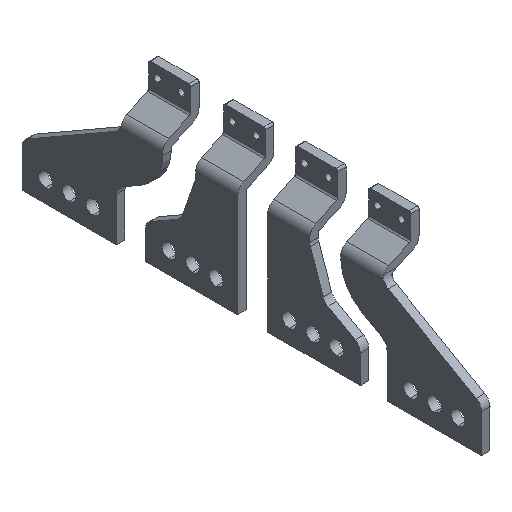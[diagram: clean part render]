
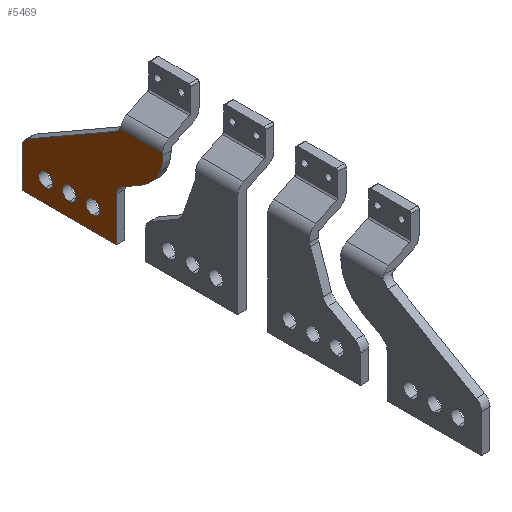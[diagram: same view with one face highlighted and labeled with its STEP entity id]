
A CAD part, isometric view. The second image highlights one B-rep face of the part: STEP entity #5469.
In plain terms, the highlighted planar face has unit normal (-1, 0, 0).
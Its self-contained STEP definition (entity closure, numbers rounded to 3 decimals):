
#4706=CARTESIAN_POINT('',(-8.043,170.,
-127.912));
#4707=DIRECTION('',(-1.,0.,0.));
#4708=DIRECTION('',(0.,-0.498,-0.867));
#4709=AXIS2_PLACEMENT_3D('',#4706,#4707,#4708);
#4711=DIRECTION('',(0.,-1.,0.));
#4712=VECTOR('',#4711,40.851);
#4713=CARTESIAN_POINT('',(-8.043,160.85,
-131.948));
#4714=LINE('',#4713,#4712);
#4715=DIRECTION('',(0.,0.,-1.));
#4716=VECTOR('',#4715,1.858);
#4717=CARTESIAN_POINT('',(-8.043,120.,
-131.948));
#4718=LINE('',#4717,#4716);
#4719=CARTESIAN_POINT('',(-8.043,160.,
-133.7));
#4720=DIRECTION('',(1.,0.,0.));
#4721=DIRECTION('',(0.,-1.,-0.003));
#4722=AXIS2_PLACEMENT_3D('',#4719,#4720,#4721);
#4724=DIRECTION('',(0.,0.866,-0.5));
#4725=VECTOR('',#4724,21.939);
#4726=CARTESIAN_POINT('',(-8.043,140.,
-168.341));
#4727=LINE('',#4726,#4725);
#4728=CARTESIAN_POINT('',(-8.043,154.,
-187.971));
#4729=DIRECTION('',(-1.,0.,0.));
#4730=DIRECTION('',(0.,0.5,0.866));
#4731=AXIS2_PLACEMENT_3D('',#4728,#4729,#4730);
#4733=CARTESIAN_POINT('',(-8.043,244.,
-193.488));
#4734=DIRECTION('',(1.,0.,0.));
#4735=DIRECTION('',(0.,1.,0.));
#4736=AXIS2_PLACEMENT_3D('',#4733,#4734,#4735);
#4738=DIRECTION('',(0.,-0.867,0.498));
#4739=VECTOR('',#4738,96.831);
#4740=CARTESIAN_POINT('',(-8.043,248.981,
-184.817));
#4741=LINE('',#4740,#4739);
#4742=CARTESIAN_POINT('',(-8.043,186.5,
-209.7));
#4743=DIRECTION('',(-1.,0.,0.));
#4744=DIRECTION('',(0.,0.,-1.));
#4745=AXIS2_PLACEMENT_3D('',#4742,#4743,#4744);
#4747=CARTESIAN_POINT('',(-8.043,186.5,
-209.7));
#4748=DIRECTION('',(-1.,0.,0.));
#4749=DIRECTION('',(0.,0.,1.));
#4750=AXIS2_PLACEMENT_3D('',#4747,#4748,#4749);
#4752=CARTESIAN_POINT('',(-8.043,209.,
-209.7));
#4753=DIRECTION('',(-1.,0.,0.));
#4754=DIRECTION('',(0.,0.,-1.));
#4755=AXIS2_PLACEMENT_3D('',#4752,#4753,#4754);
#4757=CARTESIAN_POINT('',(-8.043,209.,
-209.7));
#4758=DIRECTION('',(-1.,0.,0.));
#4759=DIRECTION('',(0.,0.,1.));
#4760=AXIS2_PLACEMENT_3D('',#4757,#4758,#4759);
#4762=CARTESIAN_POINT('',(-8.043,231.5,
-209.7));
#4763=DIRECTION('',(-1.,0.,0.));
#4764=DIRECTION('',(0.,0.,-1.));
#4765=AXIS2_PLACEMENT_3D('',#4762,#4763,#4764);
#4767=CARTESIAN_POINT('',(-8.043,231.5,
-209.7));
#4768=DIRECTION('',(-1.,0.,0.));
#4769=DIRECTION('',(0.,0.,1.));
#4770=AXIS2_PLACEMENT_3D('',#4767,#4768,#4769);
#4872=DIRECTION('',(0.,0.,-1.));
#4873=VECTOR('',#4872,36.212);
#4874=CARTESIAN_POINT('',(-8.043,254.,
-193.488));
#4875=LINE('',#4874,#4873);
#4888=DIRECTION('',(0.,-1.,0.));
#4889=VECTOR('',#4888,90.);
#4890=CARTESIAN_POINT('',(-8.043,254.,
-229.7));
#4891=LINE('',#4890,#4889);
#4900=DIRECTION('',(0.,0.,1.));
#4901=VECTOR('',#4900,41.729);
#4902=CARTESIAN_POINT('',(-8.043,164.,
-229.7));
#4903=LINE('',#4902,#4901);
#5047=CARTESIAN_POINT('',(-8.043,120.,
-133.807));
#5049=VERTEX_POINT('',#5047);
#5050=CARTESIAN_POINT('',(-8.043,140.,
-168.341));
#5052=VERTEX_POINT('',#5050);
#5062=CARTESIAN_POINT('',(-8.043,120.,
-131.948));
#5063=VERTEX_POINT('',#5062);
#5106=CARTESIAN_POINT('',(-8.043,160.85,
-131.948));
#5107=VERTEX_POINT('',#5106);
#5108=CARTESIAN_POINT('',(-8.043,165.018,
-136.583));
#5109=VERTEX_POINT('',#5108);
#5110=CARTESIAN_POINT('',(-8.043,159.,
-179.311));
#5111=VERTEX_POINT('',#5110);
#5112=CARTESIAN_POINT('',(-8.043,164.,
-187.971));
#5113=VERTEX_POINT('',#5112);
#5114=CARTESIAN_POINT('',(-8.043,254.,
-193.488));
#5115=CARTESIAN_POINT('',(-8.043,248.981,
-184.817));
#5116=VERTEX_POINT('',#5114);
#5117=VERTEX_POINT('',#5115);
#5118=CARTESIAN_POINT('',(-8.043,186.5,
-216.2));
#5119=CARTESIAN_POINT('',(-8.043,186.5,
-203.2));
#5120=VERTEX_POINT('',#5118);
#5121=VERTEX_POINT('',#5119);
#5122=CARTESIAN_POINT('',(-8.043,209.,
-216.2));
#5123=CARTESIAN_POINT('',(-8.043,209.,
-203.2));
#5124=VERTEX_POINT('',#5122);
#5125=VERTEX_POINT('',#5123);
#5126=CARTESIAN_POINT('',(-8.043,231.5,
-216.2));
#5127=CARTESIAN_POINT('',(-8.043,231.5,
-203.2));
#5128=VERTEX_POINT('',#5126);
#5129=VERTEX_POINT('',#5127);
#5159=CARTESIAN_POINT('',(-8.043,254.,
-229.7));
#5160=VERTEX_POINT('',#5159);
#5163=CARTESIAN_POINT('',(-8.043,164.,
-229.7));
#5164=VERTEX_POINT('',#5163);
#5424=CARTESIAN_POINT('',(-8.043,187.,
-180.824));
#5425=DIRECTION('',(1.,0.,0.));
#5426=DIRECTION('',(0.,1.,0.));
#5427=AXIS2_PLACEMENT_3D('',#5424,#5425,#5426);
#5428=PLANE('',#5427);
#5430=ORIENTED_EDGE('',*,*,#5429,.T.);
#5431=ORIENTED_EDGE('',*,*,#5406,.T.);
#5432=ORIENTED_EDGE('',*,*,#5290,.T.);
#5434=ORIENTED_EDGE('',*,*,#5433,.T.);
#5436=ORIENTED_EDGE('',*,*,#5435,.T.);
#5438=ORIENTED_EDGE('',*,*,#5437,.T.);
#5440=ORIENTED_EDGE('',*,*,#5439,.F.);
#5442=ORIENTED_EDGE('',*,*,#5441,.F.);
#5444=ORIENTED_EDGE('',*,*,#5443,.F.);
#5446=ORIENTED_EDGE('',*,*,#5445,.T.);
#5448=ORIENTED_EDGE('',*,*,#5447,.T.);
#5449=EDGE_LOOP('',(#5430,#5431,#5432,#5434,#5436,#5438,#5440,#5442,#5444,#5446,
#5448));
#5450=FACE_OUTER_BOUND('',#5449,.F.);
#5452=ORIENTED_EDGE('',*,*,#5451,.T.);
#5454=ORIENTED_EDGE('',*,*,#5453,.T.);
#5455=EDGE_LOOP('',(#5452,#5454));
#5456=FACE_BOUND('',#5455,.F.);
#5458=ORIENTED_EDGE('',*,*,#5457,.T.);
#5460=ORIENTED_EDGE('',*,*,#5459,.T.);
#5461=EDGE_LOOP('',(#5458,#5460));
#5462=FACE_BOUND('',#5461,.F.);
#5464=ORIENTED_EDGE('',*,*,#5463,.T.);
#5466=ORIENTED_EDGE('',*,*,#5465,.T.);
#5467=EDGE_LOOP('',(#5464,#5466));
#5468=FACE_BOUND('',#5467,.F.);
#4710=CIRCLE('',#4709,10.);
#4723=CIRCLE('',#4722,40.);
#4732=CIRCLE('',#4731,10.);
#4737=CIRCLE('',#4736,10.);
#4746=CIRCLE('',#4745,6.5);
#4751=CIRCLE('',#4750,6.5);
#4756=CIRCLE('',#4755,6.5);
#4761=CIRCLE('',#4760,6.5);
#4766=CIRCLE('',#4765,6.5);
#4771=CIRCLE('',#4770,6.5);
#5290=EDGE_CURVE('',#5063,#5049,#4718,.T.);
#5406=EDGE_CURVE('',#5107,#5063,#4714,.T.);
#5429=EDGE_CURVE('',#5109,#5107,#4710,.T.);
#5433=EDGE_CURVE('',#5049,#5052,#4723,.T.);
#5435=EDGE_CURVE('',#5052,#5111,#4727,.T.);
#5437=EDGE_CURVE('',#5111,#5113,#4732,.T.);
#5439=EDGE_CURVE('',#5164,#5113,#4903,.T.);
#5441=EDGE_CURVE('',#5160,#5164,#4891,.T.);
#5443=EDGE_CURVE('',#5116,#5160,#4875,.T.);
#5445=EDGE_CURVE('',#5116,#5117,#4737,.T.);
#5447=EDGE_CURVE('',#5117,#5109,#4741,.T.);
#5451=EDGE_CURVE('',#5120,#5121,#4746,.T.);
#5453=EDGE_CURVE('',#5121,#5120,#4751,.T.);
#5457=EDGE_CURVE('',#5124,#5125,#4756,.T.);
#5459=EDGE_CURVE('',#5125,#5124,#4761,.T.);
#5463=EDGE_CURVE('',#5128,#5129,#4766,.T.);
#5465=EDGE_CURVE('',#5129,#5128,#4771,.T.);
#5469=ADVANCED_FACE('',(#5450,#5456,#5462,#5468),#5428,.F.);
